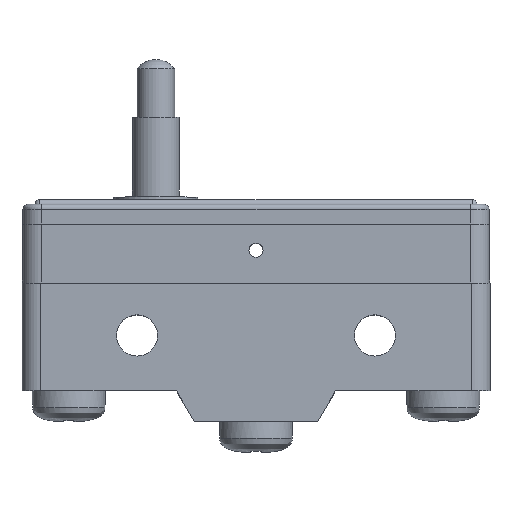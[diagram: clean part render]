
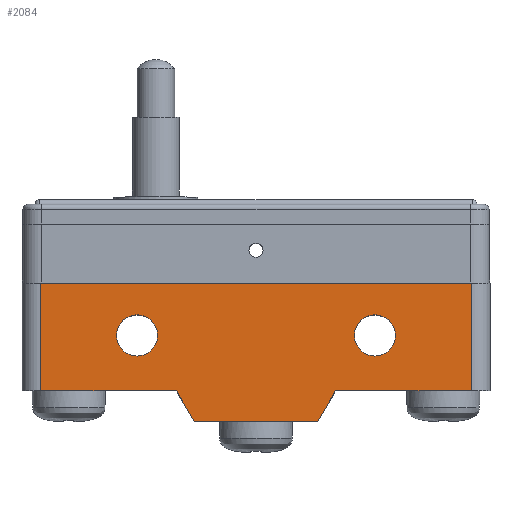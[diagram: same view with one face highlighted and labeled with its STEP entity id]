
A CAD part, top view. The second image highlights one B-rep face of the part: STEP entity #2084.
In plain terms, the highlighted planar face has unit normal (0, 0, 1).
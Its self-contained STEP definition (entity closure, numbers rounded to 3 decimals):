
#6=DIRECTION('',(1.,0.,0.));
#7=VECTOR('',#6,13.2);
#8=CARTESIAN_POINT('',(-6.6,0.,9.));
#9=LINE('',#8,#7);
#76=CARTESIAN_POINT('',(12.7,9.2,9.));
#77=DIRECTION('',(0.,0.,1.));
#78=DIRECTION('',(1.,0.,0.));
#79=AXIS2_PLACEMENT_3D('',#76,#77,#78);
#81=CARTESIAN_POINT('',(12.7,9.2,9.));
#82=DIRECTION('',(0.,0.,1.));
#83=DIRECTION('',(-1.,0.,0.));
#84=AXIS2_PLACEMENT_3D('',#81,#82,#83);
#86=CARTESIAN_POINT('',(-12.7,9.2,9.));
#87=DIRECTION('',(0.,0.,1.));
#88=DIRECTION('',(1.,0.,0.));
#89=AXIS2_PLACEMENT_3D('',#86,#87,#88);
#91=CARTESIAN_POINT('',(-12.7,9.2,9.));
#92=DIRECTION('',(0.,0.,1.));
#93=DIRECTION('',(-1.,0.,0.));
#94=AXIS2_PLACEMENT_3D('',#91,#92,#93);
#96=DIRECTION('',(0.,-1.,0.));
#97=VECTOR('',#96,11.5);
#98=CARTESIAN_POINT('',(23.,14.8,9.));
#99=LINE('',#98,#97);
#100=DIRECTION('',(-1.,0.,0.));
#101=VECTOR('',#100,14.5);
#102=CARTESIAN_POINT('',(23.,3.3,9.));
#103=LINE('',#102,#101);
#104=DIRECTION('',(-0.499,-0.867,0.));
#105=VECTOR('',#104,3.808);
#106=CARTESIAN_POINT('',(8.5,3.3,9.));
#107=LINE('',#106,#105);
#108=DIRECTION('',(-0.499,0.867,0.));
#109=VECTOR('',#108,3.808);
#110=CARTESIAN_POINT('',(-6.6,0.,9.));
#111=LINE('',#110,#109);
#112=DIRECTION('',(1.,0.,0.));
#113=VECTOR('',#112,14.5);
#114=CARTESIAN_POINT('',(-23.,3.3,9.));
#115=LINE('',#114,#113);
#116=DIRECTION('',(0.,-1.,0.));
#117=VECTOR('',#116,11.5);
#118=CARTESIAN_POINT('',(-23.,14.8,9.));
#119=LINE('',#118,#117);
#137=DIRECTION('',(1.,0.,0.));
#138=VECTOR('',#137,46.);
#139=CARTESIAN_POINT('',(-23.,14.8,9.));
#140=LINE('',#139,#138);
#1614=CARTESIAN_POINT('',(-6.6,0.,9.));
#1616=VERTEX_POINT('',#1614);
#1618=CARTESIAN_POINT('',(6.6,0.,9.));
#1620=VERTEX_POINT('',#1618);
#1622=CARTESIAN_POINT('',(-8.5,3.3,9.));
#1623=VERTEX_POINT('',#1622);
#1624=CARTESIAN_POINT('',(8.5,3.3,9.));
#1625=VERTEX_POINT('',#1624);
#1630=CARTESIAN_POINT('',(14.9,9.2,9.));
#1631=CARTESIAN_POINT('',(10.5,9.2,9.));
#1632=VERTEX_POINT('',#1630);
#1633=VERTEX_POINT('',#1631);
#1634=CARTESIAN_POINT('',(-10.5,9.2,9.));
#1635=CARTESIAN_POINT('',(-14.9,9.2,9.));
#1636=VERTEX_POINT('',#1634);
#1637=VERTEX_POINT('',#1635);
#1674=CARTESIAN_POINT('',(23.,3.3,9.));
#1675=VERTEX_POINT('',#1674);
#1676=CARTESIAN_POINT('',(23.,14.8,9.));
#1677=VERTEX_POINT('',#1676);
#1702=CARTESIAN_POINT('',(-23.,14.8,9.));
#1703=CARTESIAN_POINT('',(-23.,3.3,9.));
#1704=VERTEX_POINT('',#1702);
#1705=VERTEX_POINT('',#1703);
#2052=CARTESIAN_POINT('',(-25.,0.,9.));
#2053=DIRECTION('',(0.,0.,1.));
#2054=DIRECTION('',(1.,0.,0.));
#2055=AXIS2_PLACEMENT_3D('',#2052,#2053,#2054);
#2056=PLANE('',#2055);
#2058=ORIENTED_EDGE('',*,*,#2057,.T.);
#2060=ORIENTED_EDGE('',*,*,#2059,.T.);
#2062=ORIENTED_EDGE('',*,*,#2061,.T.);
#2063=ORIENTED_EDGE('',*,*,#1973,.F.);
#2064=ORIENTED_EDGE('',*,*,#1998,.T.);
#2066=ORIENTED_EDGE('',*,*,#2065,.F.);
#2068=ORIENTED_EDGE('',*,*,#2067,.F.);
#2070=ORIENTED_EDGE('',*,*,#2069,.T.);
#2071=EDGE_LOOP('',(#2058,#2060,#2062,#2063,#2064,#2066,#2068,#2070));
#2072=FACE_OUTER_BOUND('',#2071,.F.);
#2074=ORIENTED_EDGE('',*,*,#2073,.T.);
#2076=ORIENTED_EDGE('',*,*,#2075,.T.);
#2077=EDGE_LOOP('',(#2074,#2076));
#2078=FACE_BOUND('',#2077,.F.);
#2079=ORIENTED_EDGE('',*,*,#2042,.T.);
#2081=ORIENTED_EDGE('',*,*,#2080,.T.);
#2082=EDGE_LOOP('',(#2079,#2081));
#2083=FACE_BOUND('',#2082,.F.);
#80=CIRCLE('',#79,2.2);
#85=CIRCLE('',#84,2.2);
#90=CIRCLE('',#89,2.2);
#95=CIRCLE('',#94,2.2);
#1973=EDGE_CURVE('',#1616,#1620,#9,.T.);
#1998=EDGE_CURVE('',#1616,#1623,#111,.T.);
#2042=EDGE_CURVE('',#1632,#1633,#80,.T.);
#2057=EDGE_CURVE('',#1677,#1675,#99,.T.);
#2059=EDGE_CURVE('',#1675,#1625,#103,.T.);
#2061=EDGE_CURVE('',#1625,#1620,#107,.T.);
#2065=EDGE_CURVE('',#1705,#1623,#115,.T.);
#2067=EDGE_CURVE('',#1704,#1705,#119,.T.);
#2069=EDGE_CURVE('',#1704,#1677,#140,.T.);
#2073=EDGE_CURVE('',#1636,#1637,#90,.T.);
#2075=EDGE_CURVE('',#1637,#1636,#95,.T.);
#2080=EDGE_CURVE('',#1633,#1632,#85,.T.);
#2084=ADVANCED_FACE('',(#2072,#2078,#2083),#2056,.T.);
